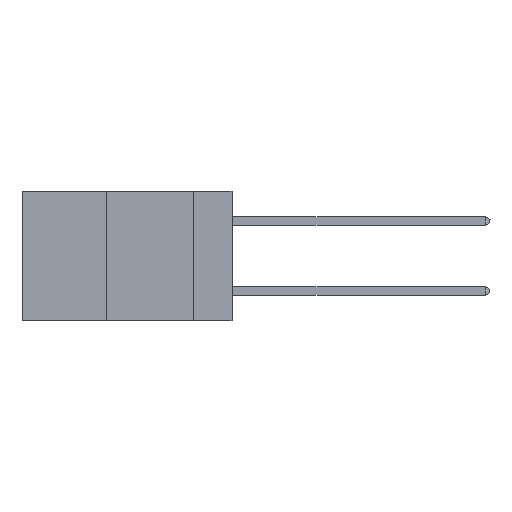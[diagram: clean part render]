
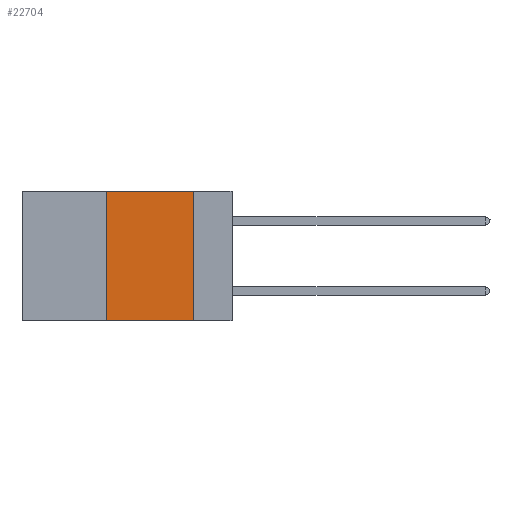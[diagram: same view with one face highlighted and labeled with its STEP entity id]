
A CAD part, left-side view. The second image highlights one B-rep face of the part: STEP entity #22704.
In plain terms, the highlighted planar face has unit normal (-1, 0, 0).
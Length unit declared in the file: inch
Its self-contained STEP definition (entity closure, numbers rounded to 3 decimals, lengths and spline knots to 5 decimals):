
#715 = LINE ( 'NONE', #8672, #9532 ) ;
#1439 = DIRECTION ( 'NONE',  ( 0., -1., 0. ) ) ;
#5549 = VECTOR ( 'NONE', #9754, 39.37008 ) ;
#5700 = ORIENTED_EDGE ( 'NONE', *, *, #27659, .F. ) ;
#7234 = CARTESIAN_POINT ( 'NONE',  ( 0., 0.11, 0. ) ) ;
#7326 = DIRECTION ( 'NONE',  ( 1., 0., 0. ) ) ;
#7509 = PLANE ( 'NONE',  #18135 ) ;
#8077 = LINE ( 'NONE', #7234, #5549 ) ;
#8672 = CARTESIAN_POINT ( 'NONE',  ( 0., 0.6, -0.37 ) ) ;
#8821 = CARTESIAN_POINT ( 'NONE',  ( 0., 0.36, 0. ) ) ;
#9532 = VECTOR ( 'NONE', #27890, 39.37008 ) ;
#9538 = LINE ( 'NONE', #8821, #35190 ) ;
#9754 = DIRECTION ( 'NONE',  ( 0., 0., -1. ) ) ;
#9866 = CARTESIAN_POINT ( 'NONE',  ( 0., 0.11, 0. ) ) ;
#12730 = DIRECTION ( 'NONE',  ( 0., 0., -1. ) ) ;
#13044 = VERTEX_POINT ( 'NONE', #9866 ) ;
#14676 = CARTESIAN_POINT ( 'NONE',  ( 0., 0.11, -0.37 ) ) ;
#17437 = DIRECTION ( 'NONE',  ( 0., 0., 1. ) ) ;
#18135 = AXIS2_PLACEMENT_3D ( 'NONE', #26573, #7326, #12730 ) ;
#20134 = VERTEX_POINT ( 'NONE', #24691 ) ;
#21076 = LINE ( 'NONE', #26628, #29500 ) ;
#22704 = ADVANCED_FACE ( 'NONE', ( #26213 ), #7509, .F. ) ;
#22871 = VERTEX_POINT ( 'NONE', #14676 ) ;
#23938 = VERTEX_POINT ( 'NONE', #28947 ) ;
#24152 = EDGE_LOOP ( 'NONE', ( #32629, #5700, #34682, #25117 ) ) ;
#24691 = CARTESIAN_POINT ( 'NONE',  ( 0., 0.36, 0. ) ) ;
#25110 = EDGE_CURVE ( 'NONE', #23938, #22871, #715, .T. ) ;
#25117 = ORIENTED_EDGE ( 'NONE', *, *, #25110, .T. ) ;
#26213 = FACE_OUTER_BOUND ( 'NONE', #24152, .T. ) ;
#26573 = CARTESIAN_POINT ( 'NONE',  ( 0., 0.6, 0. ) ) ;
#26628 = CARTESIAN_POINT ( 'NONE',  ( 0., 0.6, 0. ) ) ;
#27659 = EDGE_CURVE ( 'NONE', #20134, #13044, #21076, .T. ) ;
#27890 = DIRECTION ( 'NONE',  ( 0., -1., 0. ) ) ;
#28947 = CARTESIAN_POINT ( 'NONE',  ( 0., 0.36, -0.37 ) ) ;
#29197 = EDGE_CURVE ( 'NONE', #23938, #20134, #9538, .T. ) ;
#29500 = VECTOR ( 'NONE', #1439, 39.37008 ) ;
#32629 = ORIENTED_EDGE ( 'NONE', *, *, #32818, .F. ) ;
#32818 = EDGE_CURVE ( 'NONE', #13044, #22871, #8077, .T. ) ;
#34682 = ORIENTED_EDGE ( 'NONE', *, *, #29197, .F. ) ;
#35190 = VECTOR ( 'NONE', #17437, 39.37008 ) ;
